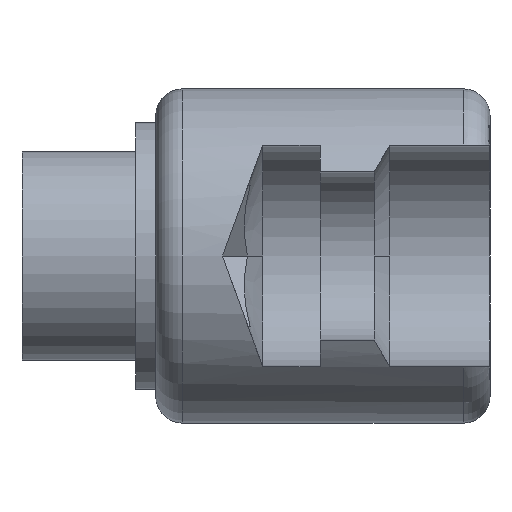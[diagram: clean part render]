
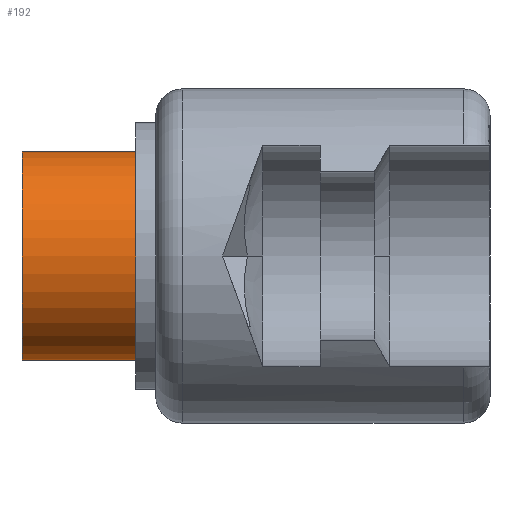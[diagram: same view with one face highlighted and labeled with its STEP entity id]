
A CAD part, left-side view. The second image highlights one B-rep face of the part: STEP entity #192.
In plain terms, the highlighted cylindrical face has radius 7.8 mm (diameter 15.6 mm), a partial arc.
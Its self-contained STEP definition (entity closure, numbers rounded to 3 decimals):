
#4 = EDGE_CURVE ( 'NONE', #762, #593, #1646, .T. ) ;
#137 = CIRCLE ( 'NONE', #1000, 7.8 ) ;
#192 = ADVANCED_FACE ( 'NONE', ( #800 ), #1152, .T. ) ;
#243 = AXIS2_PLACEMENT_3D ( 'NONE', #1018, #1539, #882 ) ;
#283 = CIRCLE ( 'NONE', #243, 7.8 ) ;
#328 = DIRECTION ( 'NONE',  ( 0., 0., -1. ) ) ;
#332 = DIRECTION ( 'NONE',  ( 0., 0., -1. ) ) ;
#347 = VERTEX_POINT ( 'NONE', #474 ) ;
#463 = VECTOR ( 'NONE', #1159, 1000. ) ;
#474 = CARTESIAN_POINT ( 'NONE',  ( 0., 35., 7.8 ) ) ;
#585 = CARTESIAN_POINT ( 'NONE',  ( 0., 35., -7.8 ) ) ;
#593 = VERTEX_POINT ( 'NONE', #1463 ) ;
#667 = CARTESIAN_POINT ( 'NONE',  ( 0., 26.1, 7.8 ) ) ;
#762 = VERTEX_POINT ( 'NONE', #585 ) ;
#765 = EDGE_CURVE ( 'NONE', #347, #762, #137, .T. ) ;
#777 = VECTOR ( 'NONE', #1356, 1000. ) ;
#800 = FACE_OUTER_BOUND ( 'NONE', #998, .T. ) ;
#844 = ORIENTED_EDGE ( 'NONE', *, *, #961, .F. ) ;
#882 = DIRECTION ( 'NONE',  ( 0., 0., -1. ) ) ;
#961 = EDGE_CURVE ( 'NONE', #347, #1285, #1134, .T. ) ;
#998 = EDGE_LOOP ( 'NONE', ( #844, #1496, #1254, #1663 ) ) ;
#1000 = AXIS2_PLACEMENT_3D ( 'NONE', #1090, #1104, #332 ) ;
#1018 = CARTESIAN_POINT ( 'NONE',  ( 0., 26.1, 0. ) ) ;
#1090 = CARTESIAN_POINT ( 'NONE',  ( 0., 35., 0. ) ) ;
#1104 = DIRECTION ( 'NONE',  ( 0., -1., 0. ) ) ;
#1134 = LINE ( 'NONE', #1619, #777 ) ;
#1135 = EDGE_CURVE ( 'NONE', #1285, #593, #283, .T. ) ;
#1152 = CYLINDRICAL_SURFACE ( 'NONE', #1442, 7.8 ) ;
#1159 = DIRECTION ( 'NONE',  ( 0., -1., 0. ) ) ;
#1244 = DIRECTION ( 'NONE',  ( 0., -1., 0. ) ) ;
#1254 = ORIENTED_EDGE ( 'NONE', *, *, #4, .T. ) ;
#1285 = VERTEX_POINT ( 'NONE', #667 ) ;
#1308 = CARTESIAN_POINT ( 'NONE',  ( 0., 25., -7.8 ) ) ;
#1356 = DIRECTION ( 'NONE',  ( 0., -1., 0. ) ) ;
#1442 = AXIS2_PLACEMENT_3D ( 'NONE', #1482, #1244, #328 ) ;
#1463 = CARTESIAN_POINT ( 'NONE',  ( 0., 26.1, -7.8 ) ) ;
#1482 = CARTESIAN_POINT ( 'NONE',  ( 0., 25., 0. ) ) ;
#1496 = ORIENTED_EDGE ( 'NONE', *, *, #765, .T. ) ;
#1539 = DIRECTION ( 'NONE',  ( 0., -1., 0. ) ) ;
#1619 = CARTESIAN_POINT ( 'NONE',  ( 0., 25., 7.8 ) ) ;
#1646 = LINE ( 'NONE', #1308, #463 ) ;
#1663 = ORIENTED_EDGE ( 'NONE', *, *, #1135, .F. ) ;
